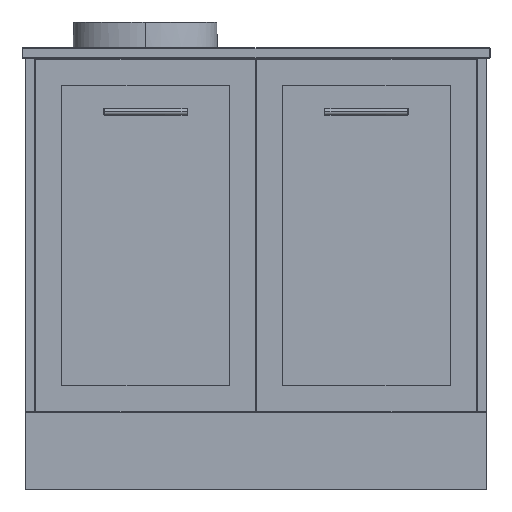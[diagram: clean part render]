
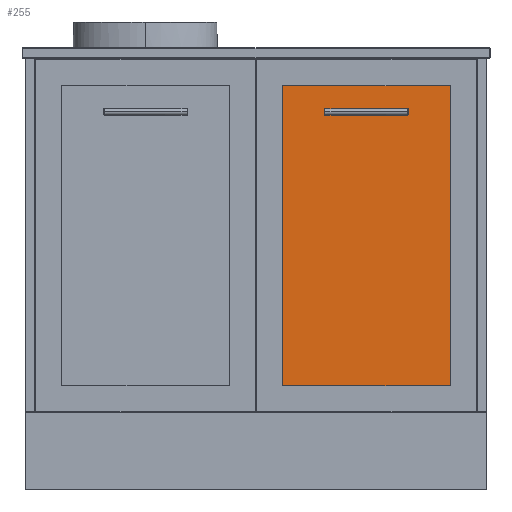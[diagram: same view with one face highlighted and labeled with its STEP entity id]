
A CAD part, front view. The second image highlights one B-rep face of the part: STEP entity #255.
In plain terms, the highlighted face is planar.
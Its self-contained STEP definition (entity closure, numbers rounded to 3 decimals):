
#255=ADVANCED_FACE('',(#415),#2297,.T.);
#415=FACE_OUTER_BOUND('',#576,.T.);
#576=EDGE_LOOP('',(#871,#872,#873,#874));
#871=ORIENTED_EDGE('',*,*,#1460,.T.);
#872=ORIENTED_EDGE('',*,*,#1463,.T.);
#873=ORIENTED_EDGE('',*,*,#1465,.T.);
#874=ORIENTED_EDGE('',*,*,#1466,.T.);
#1460=EDGE_CURVE('',#2112,#2111,#1788,.T.);
#1463=EDGE_CURVE('',#2111,#2113,#1791,.T.);
#1465=EDGE_CURVE('',#2113,#2114,#1793,.T.);
#1466=EDGE_CURVE('',#2114,#2112,#1794,.T.);
#1788=B_SPLINE_CURVE_WITH_KNOTS('',1,(#3403,#3404),.UNSPECIFIED.,.F.,.F.,
(2,2),(-322.25,0.),.UNSPECIFIED.);
#1791=B_SPLINE_CURVE_WITH_KNOTS('',1,(#3409,#3410),.UNSPECIFIED.,.F.,.F.,
(2,2),(-577.,0.),.UNSPECIFIED.);
#1793=B_SPLINE_CURVE_WITH_KNOTS('',1,(#3413,#3414),.UNSPECIFIED.,.F.,.F.,
(2,2),(-322.25,0.),.UNSPECIFIED.);
#1794=B_SPLINE_CURVE_WITH_KNOTS('',1,(#3415,#3416),.UNSPECIFIED.,.F.,.F.,
(2,2),(-577.,0.),.UNSPECIFIED.);
#2111=VERTEX_POINT('',#3365);
#2112=VERTEX_POINT('',#3366);
#2113=VERTEX_POINT('',#3367);
#2114=VERTEX_POINT('',#3368);
#2297=PLANE('',#2656);
#2656=AXIS2_PLACEMENT_3D('',#3352,#2787,$);
#2787=DIRECTION('',(0.,0.,1.));
#3352=CARTESIAN_POINT('',(405.725,344.7,236.));
#3365=CARTESIAN_POINT('',(51.25,287.,236.));
#3366=CARTESIAN_POINT('',(373.5,287.,236.));
#3367=CARTESIAN_POINT('',(51.25,-290.,236.));
#3368=CARTESIAN_POINT('',(373.5,-290.,236.));
#3403=CARTESIAN_POINT('',(373.5,287.,236.));
#3404=CARTESIAN_POINT('',(51.25,287.,236.));
#3409=CARTESIAN_POINT('',(51.25,287.,236.));
#3410=CARTESIAN_POINT('',(51.25,-290.,236.));
#3413=CARTESIAN_POINT('',(51.25,-290.,236.));
#3414=CARTESIAN_POINT('',(373.5,-290.,236.));
#3415=CARTESIAN_POINT('',(373.5,-290.,236.));
#3416=CARTESIAN_POINT('',(373.5,287.,236.));
